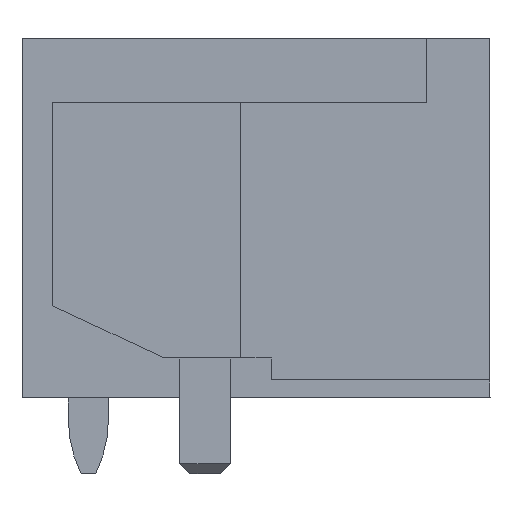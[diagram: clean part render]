
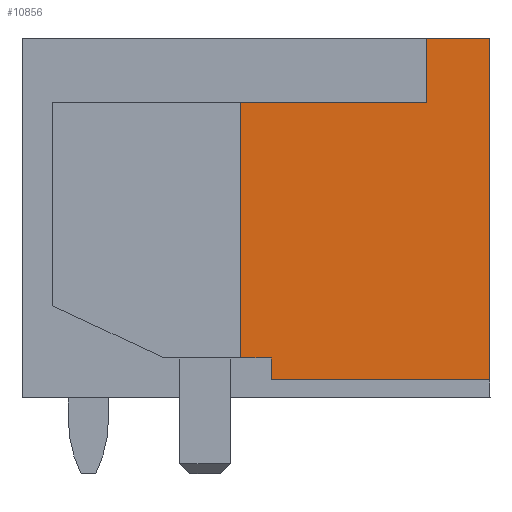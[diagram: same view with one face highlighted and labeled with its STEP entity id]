
A CAD part, left-side view. The second image highlights one B-rep face of the part: STEP entity #10856.
In plain terms, the highlighted planar face has unit normal (-1, 0, 0).
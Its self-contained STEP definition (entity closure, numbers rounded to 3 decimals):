
#10825=AXIS2_PLACEMENT_3D('Plane Axis2P3D',#10822,#10823,#10824) ;
#406=CARTESIAN_POINT('Vertex',(0.,0.,8.57)) ;
#409=CARTESIAN_POINT('Line Origine',(0.,0.,5.21)) ;
#413=CARTESIAN_POINT('Vertex',(0.,0.,1.85)) ;
#1435=CARTESIAN_POINT('Vertex',(0.,1.25,8.57)) ;
#1438=CARTESIAN_POINT('Line Origine',(0.,0.625,8.57)) ;
#10759=CARTESIAN_POINT('Vertex',(0.,4.3,1.85)) ;
#10762=CARTESIAN_POINT('Line Origine',(0.,4.3,2.065)) ;
#10766=CARTESIAN_POINT('Vertex',(0.,4.3,2.28)) ;
#10786=CARTESIAN_POINT('Line Origine',(0.,2.15,1.85)) ;
#10807=CARTESIAN_POINT('Vertex',(0.,1.25,7.3)) ;
#10810=CARTESIAN_POINT('Line Origine',(0.,1.25,7.935)) ;
#10822=CARTESIAN_POINT('Axis2P3D Location',(0.,0.,0.)) ;
#10827=CARTESIAN_POINT('Line Origine',(0.,4.6,2.28)) ;
#10831=CARTESIAN_POINT('Vertex',(0.,4.9,2.28)) ;
#10834=CARTESIAN_POINT('Line Origine',(0.,3.075,7.3)) ;
#10838=CARTESIAN_POINT('Vertex',(0.,4.9,7.3)) ;
#10841=CARTESIAN_POINT('Line Origine',(0.,4.9,4.79)) ;
#410=DIRECTION('Vector Direction',(0.,0.,-1.)) ;
#1439=DIRECTION('Vector Direction',(0.,-1.,0.)) ;
#10763=DIRECTION('Vector Direction',(0.,0.,1.)) ;
#10787=DIRECTION('Vector Direction',(0.,1.,0.)) ;
#10811=DIRECTION('Vector Direction',(0.,0.,1.)) ;
#10823=DIRECTION('Axis2P3D Direction',(-1.,0.,0.)) ;
#10824=DIRECTION('Axis2P3D XDirection',(0.,-1.,0.)) ;
#10828=DIRECTION('Vector Direction',(0.,1.,0.)) ;
#10835=DIRECTION('Vector Direction',(0.,-1.,0.)) ;
#10842=DIRECTION('Vector Direction',(0.,0.,-1.)) ;
#411=VECTOR('Line Direction',#410,1.) ;
#1440=VECTOR('Line Direction',#1439,1.) ;
#10764=VECTOR('Line Direction',#10763,1.) ;
#10788=VECTOR('Line Direction',#10787,1.) ;
#10812=VECTOR('Line Direction',#10811,1.) ;
#10829=VECTOR('Line Direction',#10828,1.) ;
#10836=VECTOR('Line Direction',#10835,1.) ;
#10843=VECTOR('Line Direction',#10842,1.) ;
#10847=ORIENTED_EDGE('',*,*,#10833,.T.) ;
#10848=ORIENTED_EDGE('',*,*,#10768,.T.) ;
#10849=ORIENTED_EDGE('',*,*,#10790,.T.) ;
#10850=ORIENTED_EDGE('',*,*,#415,.T.) ;
#10851=ORIENTED_EDGE('',*,*,#1442,.T.) ;
#10852=ORIENTED_EDGE('',*,*,#10814,.T.) ;
#10853=ORIENTED_EDGE('',*,*,#10840,.T.) ;
#10854=ORIENTED_EDGE('',*,*,#10845,.T.) ;
#10856=ADVANCED_FACE('HOUSING',(#10855),#10826,.T.) ;
#415=EDGE_CURVE('',#414,#407,#412,.F.) ;
#1442=EDGE_CURVE('',#407,#1436,#1441,.F.) ;
#10768=EDGE_CURVE('',#10767,#10760,#10765,.F.) ;
#10790=EDGE_CURVE('',#10760,#414,#10789,.F.) ;
#10814=EDGE_CURVE('',#1436,#10808,#10813,.F.) ;
#10833=EDGE_CURVE('',#10832,#10767,#10830,.F.) ;
#10840=EDGE_CURVE('',#10808,#10839,#10837,.F.) ;
#10845=EDGE_CURVE('',#10839,#10832,#10844,.T.) ;
#10846=EDGE_LOOP('',(#10847,#10848,#10849,#10850,#10851,#10852,#10853,#10854)) ;
#10855=FACE_OUTER_BOUND('',#10846,.T.) ;
#412=LINE('Line',#409,#411) ;
#1441=LINE('Line',#1438,#1440) ;
#10765=LINE('Line',#10762,#10764) ;
#10789=LINE('Line',#10786,#10788) ;
#10813=LINE('Line',#10810,#10812) ;
#10830=LINE('Line',#10827,#10829) ;
#10837=LINE('Line',#10834,#10836) ;
#10844=LINE('Line',#10841,#10843) ;
#10826=PLANE('',#10825) ;
#407=VERTEX_POINT('',#406) ;
#414=VERTEX_POINT('',#413) ;
#1436=VERTEX_POINT('',#1435) ;
#10760=VERTEX_POINT('',#10759) ;
#10767=VERTEX_POINT('',#10766) ;
#10808=VERTEX_POINT('',#10807) ;
#10832=VERTEX_POINT('',#10831) ;
#10839=VERTEX_POINT('',#10838) ;
